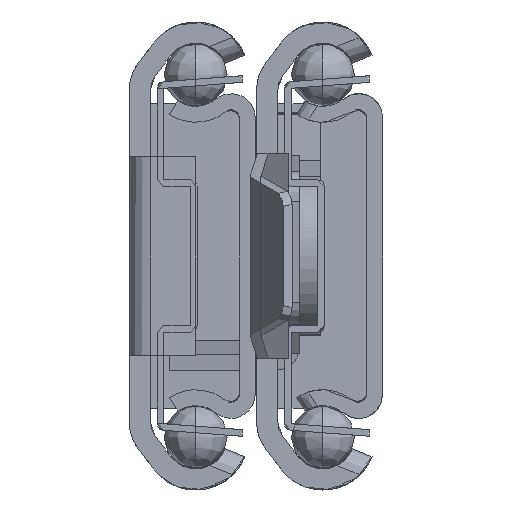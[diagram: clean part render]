
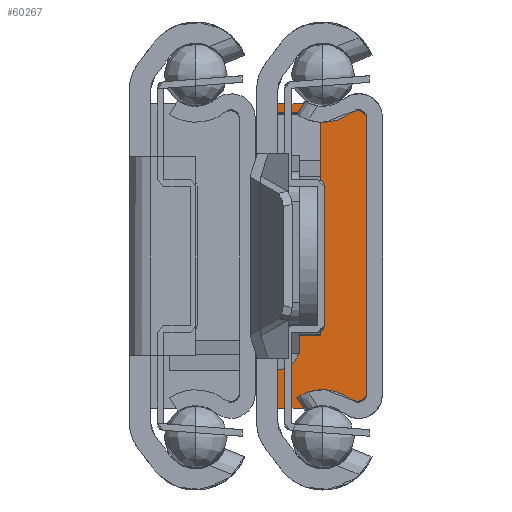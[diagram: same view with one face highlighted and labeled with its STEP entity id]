
A CAD part, left-side view. The second image highlights one B-rep face of the part: STEP entity #60267.
In plain terms, the highlighted free-form (B-spline) face has degree [1, 1] with [2, 2] control points.
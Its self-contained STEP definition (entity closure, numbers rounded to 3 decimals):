
#60127=CARTESIAN_POINT('',(-18.1,10.,208.6));
#60128=VERTEX_POINT('',#60127);
#60134=CARTESIAN_POINT('',(-16.6,11.5,208.6));
#60135=VERTEX_POINT('',#60134);
#60136=CARTESIAN_POINT('',(-18.1,10.,208.6));
#60137=CARTESIAN_POINT('',(-18.1,11.5,208.6));
#60138=CARTESIAN_POINT('',(-16.6,11.5,208.6));
#60146=(BOUNDED_CURVE()B_SPLINE_CURVE(2,(#60136,#60137,#60138),.UNSPECIFIED.,.F.,.U.)CURVE()GEOMETRIC_REPRESENTATION_ITEM()QUASI_UNIFORM_CURVE()RATIONAL_B_SPLINE_CURVE((1.0,0.707,1.0))REPRESENTATION_ITEM(''));
#60147=EDGE_CURVE('',#60128,#60135,#60146,.T.);
#60169=CARTESIAN_POINT('',(-18.1,-10.0,208.6));
#60170=VERTEX_POINT('',#60169);
#60176=CARTESIAN_POINT('',(-18.1,-10.0,208.6));
#60177=CARTESIAN_POINT('',(-18.1,10.,208.6));
#60178=QUASI_UNIFORM_CURVE('',1,(#60176,#60177),.UNSPECIFIED.,.F.,.U.);
#60179=EDGE_CURVE('',#60170,#60128,#60178,.T.);
#60214=CARTESIAN_POINT('',(-16.6,-11.5,208.6));
#60215=VERTEX_POINT('',#60214);
#60221=CARTESIAN_POINT('',(-16.6,-11.5,208.6));
#60222=CARTESIAN_POINT('',(-18.1,-11.5,208.6));
#60223=CARTESIAN_POINT('',(-18.1,-10.0,208.6));
#60231=(BOUNDED_CURVE()B_SPLINE_CURVE(2,(#60221,#60222,#60223),.UNSPECIFIED.,.F.,.U.)CURVE()GEOMETRIC_REPRESENTATION_ITEM()QUASI_UNIFORM_CURVE()RATIONAL_B_SPLINE_CURVE((1.0,0.707,1.0))REPRESENTATION_ITEM(''));
#60232=EDGE_CURVE('',#60215,#60170,#60231,.T.);
#60238=CARTESIAN_POINT('',(-18.445,12.649,208.6));
#60239=CARTESIAN_POINT('',(-10.855,12.649,208.6));
#60240=CARTESIAN_POINT('',(-18.445,-12.649,208.6));
#60241=CARTESIAN_POINT('',(-10.855,-12.649,208.6));
#60242=B_SPLINE_SURFACE_WITH_KNOTS('',1,1,((#60238,#60240),(#60239,#60241)),.UNSPECIFIED.,.F.,.F.,.U.,(2,2),(2,2),(0.0,7.589),(0.0,25.298),.UNSPECIFIED.);
#60243=CARTESIAN_POINT('',(-11.2,-11.5,208.6));
#60244=VERTEX_POINT('',#60243);
#60245=CARTESIAN_POINT('',(-11.2,-11.5,208.6));
#60246=CARTESIAN_POINT('',(-16.6,-11.5,208.6));
#60247=QUASI_UNIFORM_CURVE('',1,(#60245,#60246),.UNSPECIFIED.,.F.,.U.);
#60248=EDGE_CURVE('',#60244,#60215,#60247,.T.);
#60249=ORIENTED_EDGE('',*,*,#60248,.F.);
#60250=CARTESIAN_POINT('',(-11.2,11.5,208.6));
#60251=VERTEX_POINT('',#60250);
#60252=CARTESIAN_POINT('',(-11.2,-11.5,208.6));
#60253=CARTESIAN_POINT('',(-11.2,11.5,208.6));
#60254=QUASI_UNIFORM_CURVE('',1,(#60252,#60253),.UNSPECIFIED.,.F.,.U.);
#60255=EDGE_CURVE('',#60244,#60251,#60254,.T.);
#60256=ORIENTED_EDGE('',*,*,#60255,.T.);
#60257=CARTESIAN_POINT('',(-16.6,11.5,208.6));
#60258=CARTESIAN_POINT('',(-11.2,11.5,208.6));
#60259=QUASI_UNIFORM_CURVE('',1,(#60257,#60258),.UNSPECIFIED.,.F.,.U.);
#60260=EDGE_CURVE('',#60135,#60251,#60259,.T.);
#60261=ORIENTED_EDGE('',*,*,#60260,.F.);
#60262=ORIENTED_EDGE('',*,*,#60147,.F.);
#60263=ORIENTED_EDGE('',*,*,#60179,.F.);
#60264=ORIENTED_EDGE('',*,*,#60232,.F.);
#60265=EDGE_LOOP('',(#60249,#60256,#60261,#60262,#60263,#60264));
#60266=FACE_OUTER_BOUND('',#60265,.T.);
#60267=ADVANCED_FACE('',(#60266),#60242,.F.);
